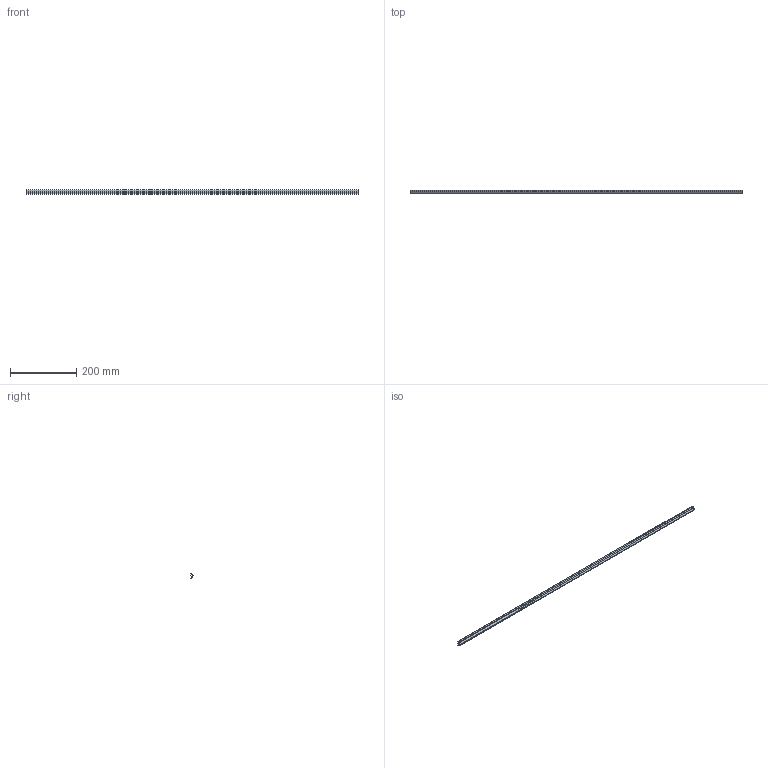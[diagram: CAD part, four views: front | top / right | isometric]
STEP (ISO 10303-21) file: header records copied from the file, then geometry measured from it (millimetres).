
FILE_DESCRIPTION(/* description */ ('MOUNTING RIM PROFILE'),/* implementation_level */ '2;1');
FILE_NAME(/* name */ '3842555282.stp',/* time_stamp */ '2026-03-17T09:36:21+01:00',/* author */ ('andreas.svensson'),/* organization */ (''),/* preprocessor_version */ 'ST-DEVELOPER v20.1',/* originating_system */ 'Autodesk Inventor 2026',/* authorisation */ '');
FILE_SCHEMA (('AUTOMOTIVE_DESIGN { 1 0 10303 214 3 1 1 }'));
Length unit declared in the file: millimetre
Products named in the file (1): 3842555282
Bounding box: 1000 x 11.06 x 15.03 mm (x, y, z)
Volume: 35827.1 mm3; surface area: 61609 mm2
Topology: 1 solids, 1 shells, 31 faces, 87 edges, 58 vertices
Faces by surface type: cylinder 19, plane 12
Entity records: 1071 total; most frequent: DIRECTION 189, CARTESIAN_POINT 177, ORIENTED_EDGE 174, EDGE_CURVE 87, AXIS2_PLACEMENT_3D 70, VERTEX_POINT 58, LINE 49, VECTOR 49
